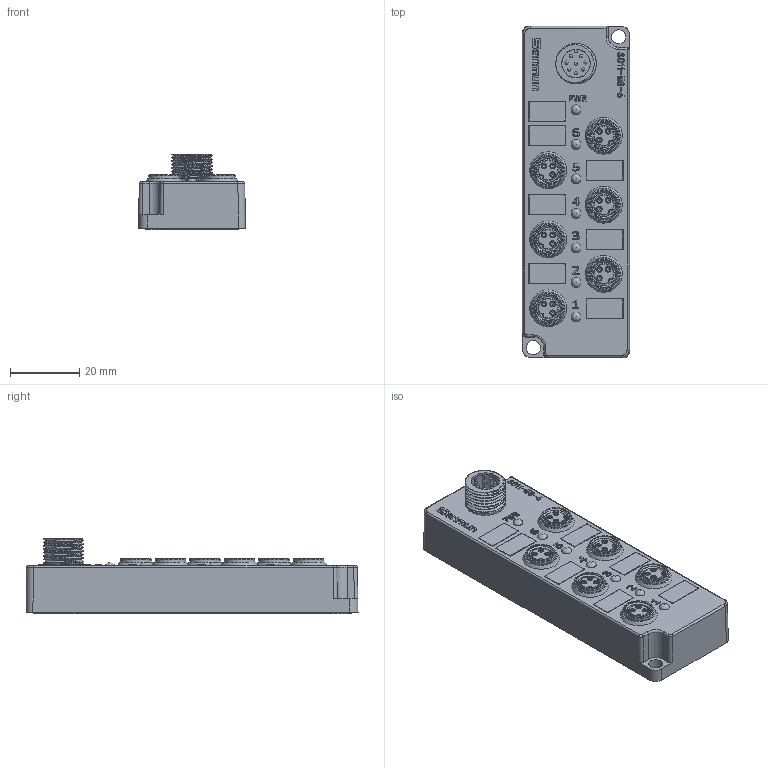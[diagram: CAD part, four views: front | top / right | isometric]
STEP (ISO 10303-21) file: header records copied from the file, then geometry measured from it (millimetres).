
FILE_DESCRIPTION(/* description */ (''),/* implementation_level */ '2;1');
FILE_NAME(/* name */ 'S011-M8-6 3D.stp',/* time_stamp */ '2024-08-15T17:08:45+08:00',/* author */ (''),/* organization */ (''),/* preprocessor_version */ 'ST-DEVELOPER v14',/* originating_system */ 'SIEMENS PLM Software NX 8.0',/* authorisation */ '');
FILE_SCHEMA (('AUTOMOTIVE_DESIGN { 1 0 10303 214 3 1 1 1 }'));
Products named in the file (1): S011-M8-6 3D_stp
Bounding box: 31 x 96.15 x 22 mm (x, y, z)
Volume: 149.4 mm3; surface area: 16364.6 mm2
Topology: 30 solids, 32 shells, 1320 faces, 3814 edges, 2540 vertices
Faces by surface type: plane 606, extrusion 297, cylinder 207, cone 129, bspline 35, sphere 26, torus 20
Full cylindrical faces by diameter (mm): 0.9 x8, 1.1 x18, 1.2 x18, 1.4 x36, 1.5 x36, 4.1 x2, 6 x6, 6.9 x3, 7 x6, 7.5 x6, 8.3 x1, 11.7 x7
Entity records: 63918 total; most frequent: CARTESIAN_POINT 27229, ORIENTED_EDGE 6630, DIRECTION 5367, EDGE_CURVE 3315, VERTEX_POINT 2320, VECTOR 2087, LINE 1790, EDGE_LOOP 1743
